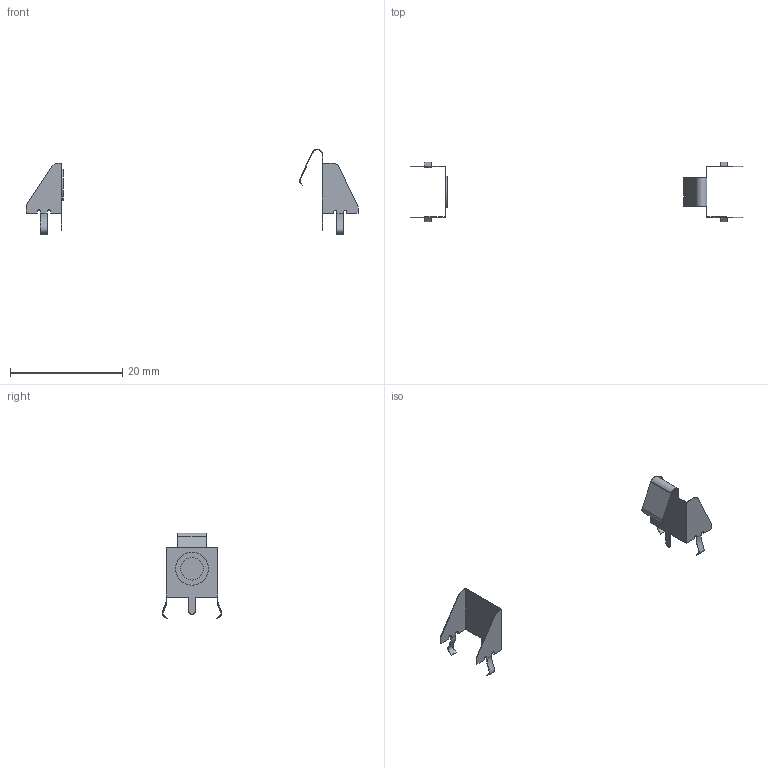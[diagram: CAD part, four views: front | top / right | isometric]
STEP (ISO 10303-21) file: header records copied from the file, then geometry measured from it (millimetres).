
FILE_DESCRIPTION(/* description */ (''),/* implementation_level */ '2;1');
FILE_NAME(/* name */ 'BatteryHolder_Keystone_597_591_AAA.step',/* time_stamp */ '2020-08-17T16:02:11+02:00',/* author */ (''),/* organization */ (''),/* preprocessor_version */ 'ST-DEVELOPER v18.1',/* originating_system */ 'Autodesk Translation Framework v9.3.0.1241',/* authorisation */ '');
FILE_SCHEMA (('AUTOMOTIVE_DESIGN { 1 0 10303 214 3 1 1 }'));
Length unit declared in the file: millimetre
Products named in the file (1): BatteryHolder_Keystone_597_591_AAA
Bounding box: 59.07 x 10.57 x 15.22 mm (x, y, z)
Volume: 43.6 mm3; surface area: 818.6 mm2
Topology: 2 solids, 2 shells, 92 faces, 258 edges, 172 vertices
Faces by surface type: plane 64, cylinder 18, bspline 8, cone 2
Entity records: 3400 total; most frequent: CARTESIAN_POINT 1005, ORIENTED_EDGE 516, DIRECTION 452, EDGE_CURVE 258, LINE 202, VECTOR 202, VERTEX_POINT 172, AXIS2_PLACEMENT_3D 125
